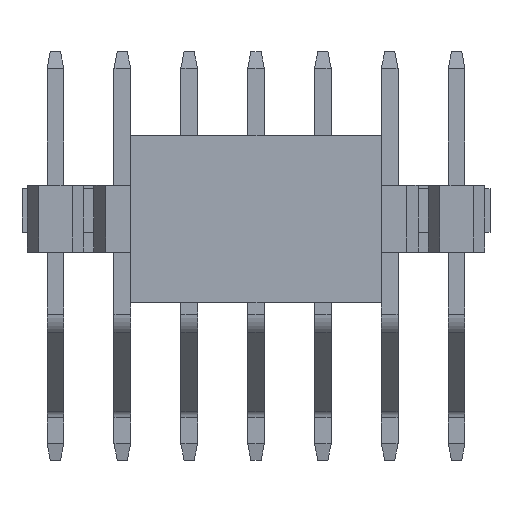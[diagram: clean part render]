
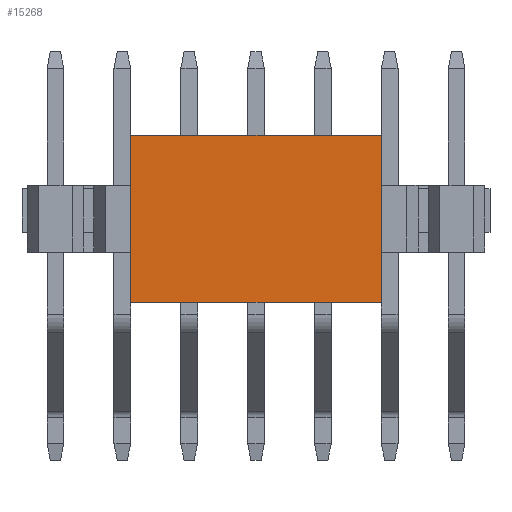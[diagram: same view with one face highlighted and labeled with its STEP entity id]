
A CAD part, top view. The second image highlights one B-rep face of the part: STEP entity #15268.
In plain terms, the highlighted planar face has unit normal (0, 0, 1).
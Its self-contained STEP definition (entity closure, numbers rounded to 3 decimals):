
#2006=ORIENTED_EDGE('',*,*,#4369,.T.);
#2007=ORIENTED_EDGE('',*,*,#4394,.F.);
#2008=ORIENTED_EDGE('',*,*,#4376,.F.);
#2009=ORIENTED_EDGE('',*,*,#4395,.T.);
#4369=EDGE_CURVE('',#5610,#5609,#6808,.T.);
#4376=EDGE_CURVE('',#5613,#5614,#6813,.T.);
#4394=EDGE_CURVE('',#5614,#5609,#6822,.T.);
#4395=EDGE_CURVE('',#5613,#5610,#6823,.T.);
#5609=VERTEX_POINT('',#21093);
#5610=VERTEX_POINT('',#21095);
#5613=VERTEX_POINT('',#21105);
#5614=VERTEX_POINT('',#21107);
#6808=LINE('',#21094,#8204);
#6813=LINE('',#21106,#8209);
#6822=LINE('',#21135,#8218);
#6823=LINE('',#21137,#8219);
#8204=VECTOR('',#17915,1000.);
#8209=VECTOR('',#17926,1000.);
#8218=VECTOR('',#17955,1000.);
#8219=VECTOR('',#17958,1000.);
#9100=EDGE_LOOP('',(#2006,#2007,#2008,#2009));
#9756=FACE_BOUND('',#9100,.T.);
#10361=PLANE('',#15964);
#15268=ADVANCED_FACE('',(#9756),#10361,.F.);
#15964=AXIS2_PLACEMENT_3D('',#21136,#17956,#17957);
#17915=DIRECTION('',(-1.,0.,0.));
#17926=DIRECTION('',(-1.,0.,0.));
#17955=DIRECTION('',(0.,1.,0.));
#17956=DIRECTION('',(0.,0.,-1.));
#17957=DIRECTION('',(-1.,0.,0.));
#17958=DIRECTION('',(0.,1.,0.));
#21093=CARTESIAN_POINT('',(-3.75,2.5,3.5));
#21094=CARTESIAN_POINT('',(3.75,2.5,3.5));
#21095=CARTESIAN_POINT('',(3.75,2.5,3.5));
#21105=CARTESIAN_POINT('',(3.75,-2.5,3.5));
#21106=CARTESIAN_POINT('',(3.75,-2.5,3.5));
#21107=CARTESIAN_POINT('',(-3.75,-2.5,3.5));
#21135=CARTESIAN_POINT('',(-3.75,-2.5,3.5));
#21136=CARTESIAN_POINT('',(3.75,-2.5,3.5));
#21137=CARTESIAN_POINT('',(3.75,-2.5,3.5));
